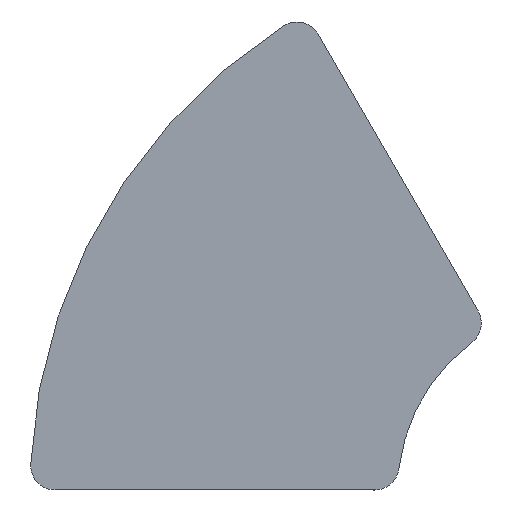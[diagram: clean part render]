
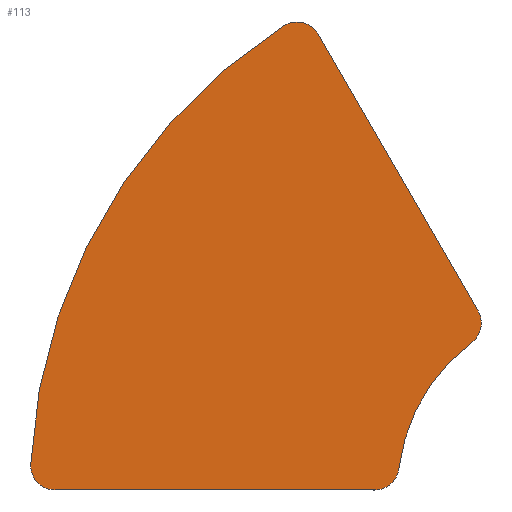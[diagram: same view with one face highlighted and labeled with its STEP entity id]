
A CAD part, left-side view. The second image highlights one B-rep face of the part: STEP entity #113.
In plain terms, the highlighted planar face has unit normal (-1, 0, 0).
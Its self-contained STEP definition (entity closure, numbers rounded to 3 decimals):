
#34 = AXIS2_PLACEMENT_3D ( 'NONE', #245, #286, #198 ) ;
#35 = AXIS2_PLACEMENT_3D ( 'NONE', #244, #560, #203 ) ;
#38 = CARTESIAN_POINT ( 'NONE',  ( 0., -38.971, -22.5 ) ) ;
#49 = EDGE_CURVE ( 'NONE', #296, #102, #565, .T. ) ;
#63 = CARTESIAN_POINT ( 'NONE',  ( 0., -4.158, 31.798 ) ) ;
#69 = CARTESIAN_POINT ( 'NONE',  ( 0., -2.539, 34.324 ) ) ;
#70 = ORIENTED_EDGE ( 'NONE', *, *, #206, .F. ) ;
#77 = AXIS2_PLACEMENT_3D ( 'NONE', #110, #165, #332 ) ;
#89 = ORIENTED_EDGE ( 'NONE', *, *, #297, .F. ) ;
#102 = VERTEX_POINT ( 'NONE', #435 ) ;
#103 = VERTEX_POINT ( 'NONE', #335 ) ;
#106 = DIRECTION ( 'NONE',  ( 0., 0., 1. ) ) ;
#108 = CIRCLE ( 'NONE', #227, 3. ) ;
#110 = CARTESIAN_POINT ( 'NONE',  ( 0., -6.359, 39.715 ) ) ;
#113 = ADVANCED_FACE ( 'NONE', ( #138 ), #114, .F. ) ;
#114 = PLANE ( 'NONE',  #77 ) ;
#120 = EDGE_CURVE ( 'NONE', #460, #130, #404, .T. ) ;
#127 = ORIENTED_EDGE ( 'NONE', *, *, #49, .F. ) ;
#130 = VERTEX_POINT ( 'NONE', #386 ) ;
#138 = FACE_OUTER_BOUND ( 'NONE', #449, .T. ) ;
#153 = VERTEX_POINT ( 'NONE', #156 ) ;
#156 = CARTESIAN_POINT ( 'NONE',  ( 0., 25.459, -22.5 ) ) ;
#165 = DIRECTION ( 'NONE',  ( 1., 0., 0. ) ) ;
#174 = VECTOR ( 'NONE', #319, 1000. ) ;
#176 = VERTEX_POINT ( 'NONE', #272 ) ;
#183 = DIRECTION ( 'NONE',  ( 0., 0., 1. ) ) ;
#187 = AXIS2_PLACEMENT_3D ( 'NONE', #38, #366, #417 ) ;
#188 = DIRECTION ( 'NONE',  ( 0., 0., 1. ) ) ;
#198 = DIRECTION ( 'NONE',  ( 0., 0., -1. ) ) ;
#203 = DIRECTION ( 'NONE',  ( 0., 0., 1. ) ) ;
#206 = EDGE_CURVE ( 'NONE', #153, #301, #569, .T. ) ;
#208 = ORIENTED_EDGE ( 'NONE', *, *, #320, .F. ) ;
#220 = CIRCLE ( 'NONE', #34, 67.5 ) ;
#227 = AXIS2_PLACEMENT_3D ( 'NONE', #389, #431, #106 ) ;
#237 = VECTOR ( 'NONE', #330, 1000. ) ;
#244 = CARTESIAN_POINT ( 'NONE',  ( 0., 25.459, -19.5 ) ) ;
#245 = CARTESIAN_POINT ( 'NONE',  ( 0., -38.971, -22.5 ) ) ;
#250 = ORIENTED_EDGE ( 'NONE', *, *, #405, .F. ) ;
#267 = ORIENTED_EDGE ( 'NONE', *, *, #517, .F. ) ;
#272 = CARTESIAN_POINT ( 'NONE',  ( 0., -26.31, -0.57 ) ) ;
#273 = LINE ( 'NONE', #333, #237 ) ;
#286 = DIRECTION ( 'NONE',  ( 1., 0., 0. ) ) ;
#296 = VERTEX_POINT ( 'NONE', #552 ) ;
#297 = EDGE_CURVE ( 'NONE', #102, #103, #471, .T. ) ;
#301 = VERTEX_POINT ( 'NONE', #378 ) ;
#310 = ORIENTED_EDGE ( 'NONE', *, *, #540, .F. ) ;
#314 = AXIS2_PLACEMENT_3D ( 'NONE', #551, #426, #521 ) ;
#319 = DIRECTION ( 'NONE',  ( 0., 1., 0. ) ) ;
#320 = EDGE_CURVE ( 'NONE', #103, #153, #419, .T. ) ;
#324 = CARTESIAN_POINT ( 'NONE',  ( 0., -6.359, -22.5 ) ) ;
#330 = DIRECTION ( 'NONE',  ( 0., -0.5, -0.866 ) ) ;
#332 = DIRECTION ( 'NONE',  ( 0., 0., -1. ) ) ;
#333 = CARTESIAN_POINT ( 'NONE',  ( 0., -6.756, 33.298 ) ) ;
#335 = CARTESIAN_POINT ( 'NONE',  ( 0., -13.648, -22.5 ) ) ;
#341 = AXIS2_PLACEMENT_3D ( 'NONE', #462, #546, #188 ) ;
#343 = ORIENTED_EDGE ( 'NONE', *, *, #120, .F. ) ;
#348 = AXIS2_PLACEMENT_3D ( 'NONE', #63, #390, #183 ) ;
#353 = CARTESIAN_POINT ( 'NONE',  ( 0., -6.756, 33.298 ) ) ;
#366 = DIRECTION ( 'NONE',  ( -1., 0., 0. ) ) ;
#378 = CARTESIAN_POINT ( 'NONE',  ( 0., 28.456, -19.36 ) ) ;
#386 = CARTESIAN_POINT ( 'NONE',  ( 0., -4.158, 34.798 ) ) ;
#389 = CARTESIAN_POINT ( 'NONE',  ( 0., -4.158, 31.798 ) ) ;
#390 = DIRECTION ( 'NONE',  ( 1., 0., 0. ) ) ;
#404 = CIRCLE ( 'NONE', #348, 3. ) ;
#405 = EDGE_CURVE ( 'NONE', #176, #296, #531, .T. ) ;
#417 = DIRECTION ( 'NONE',  ( 0., 0., -1. ) ) ;
#419 = LINE ( 'NONE', #324, #174 ) ;
#426 = DIRECTION ( 'NONE',  ( 1., 0., 0. ) ) ;
#431 = DIRECTION ( 'NONE',  ( 1., 0., 0. ) ) ;
#435 = CARTESIAN_POINT ( 'NONE',  ( 0., -16.627, -19.853 ) ) ;
#449 = EDGE_LOOP ( 'NONE', ( #89, #127, #250, #267, #310, #343, #536, #70, #208 ) ) ;
#460 = VERTEX_POINT ( 'NONE', #69 ) ;
#462 = CARTESIAN_POINT ( 'NONE',  ( 0., -23.712, -2.07 ) ) ;
#471 = CIRCLE ( 'NONE', #314, 3. ) ;
#517 = EDGE_CURVE ( 'NONE', #573, #176, #273, .T. ) ;
#521 = DIRECTION ( 'NONE',  ( 0., 0., 1. ) ) ;
#528 = EDGE_CURVE ( 'NONE', #301, #460, #220, .T. ) ;
#531 = CIRCLE ( 'NONE', #341, 3. ) ;
#536 = ORIENTED_EDGE ( 'NONE', *, *, #528, .F. ) ;
#540 = EDGE_CURVE ( 'NONE', #130, #573, #108, .T. ) ;
#546 = DIRECTION ( 'NONE',  ( 1., 0., 0. ) ) ;
#551 = CARTESIAN_POINT ( 'NONE',  ( 0., -13.648, -19.5 ) ) ;
#552 = CARTESIAN_POINT ( 'NONE',  ( 0., -25.507, -4.473 ) ) ;
#560 = DIRECTION ( 'NONE',  ( 1., 0., 0. ) ) ;
#565 = CIRCLE ( 'NONE', #187, 22.5 ) ;
#569 = CIRCLE ( 'NONE', #35, 3. ) ;
#573 = VERTEX_POINT ( 'NONE', #353 ) ;
